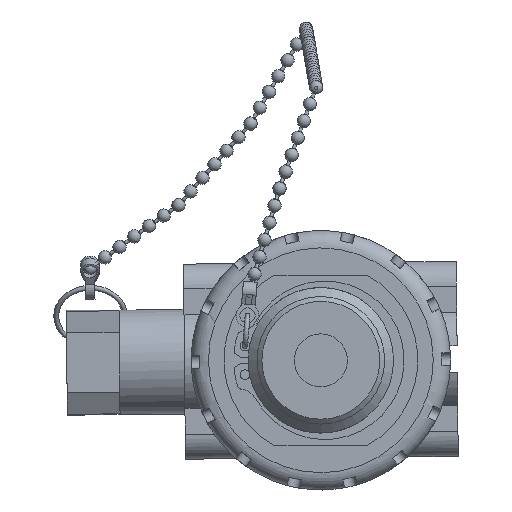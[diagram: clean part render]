
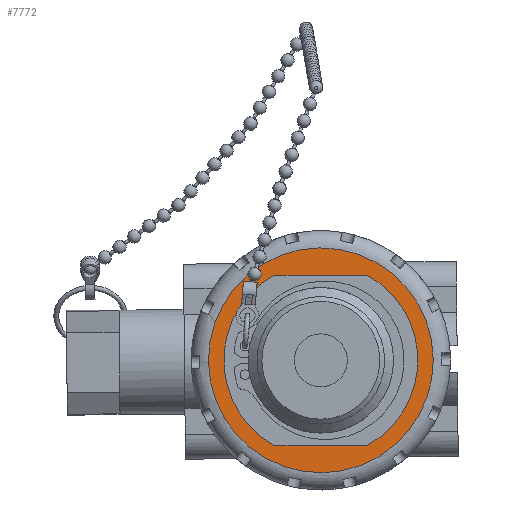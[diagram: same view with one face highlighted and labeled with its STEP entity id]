
A CAD part, left-side view. The second image highlights one B-rep face of the part: STEP entity #7772.
In plain terms, the highlighted planar face has unit normal (-1, 0, 0).
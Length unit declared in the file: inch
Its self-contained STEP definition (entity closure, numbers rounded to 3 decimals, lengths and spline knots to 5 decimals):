
#196=FACE_BOUND('',#2209,.T.);
#1749=FACE_OUTER_BOUND('',#2208,.T.);
#2208=EDGE_LOOP('',(#6703));
#2209=EDGE_LOOP('',(#6704));
#2609=CIRCLE('',#8454,0.8563);
#2630=CIRCLE('',#8479,1.15839);
#3118=VERTEX_POINT('',#12292);
#3210=VERTEX_POINT('',#13172);
#4043=EDGE_CURVE('',#3118,#3118,#2609,.T.);
#4153=EDGE_CURVE('',#3210,#3210,#2630,.T.);
#6703=ORIENTED_EDGE('',*,*,#4153,.T.);
#6704=ORIENTED_EDGE('',*,*,#4043,.F.);
#6913=PLANE('',#8738);
#7772=ADVANCED_FACE('',(#1749,#196),#6913,.T.);
#8454=AXIS2_PLACEMENT_3D('',#12293,#10222,#10223);
#8479=AXIS2_PLACEMENT_3D('',#13173,#10303,#10304);
#8738=AXIS2_PLACEMENT_3D('',#14788,#11044,#11045);
#10222=DIRECTION('center_axis',(-1.,0.,0.));
#10223=DIRECTION('ref_axis',(0.,-1.,0.01));
#10303=DIRECTION('center_axis',(-1.,0.,0.));
#10304=DIRECTION('ref_axis',(0.,-1.,0.01));
#11044=DIRECTION('center_axis',(-1.,0.,0.));
#11045=DIRECTION('ref_axis',(0.,-1.,0.01));
#12292=CARTESIAN_POINT('',(-1.97397,0.85626,-0.00854));
#12293=CARTESIAN_POINT('Origin',(-1.97397,0.,
0.));
#13172=CARTESIAN_POINT('',(-1.97397,1.15833,-0.01155));
#13173=CARTESIAN_POINT('Origin',(-1.97397,0.,
0.));
#14788=CARTESIAN_POINT('Origin',(-1.97397,-0.57916,0.00578));
